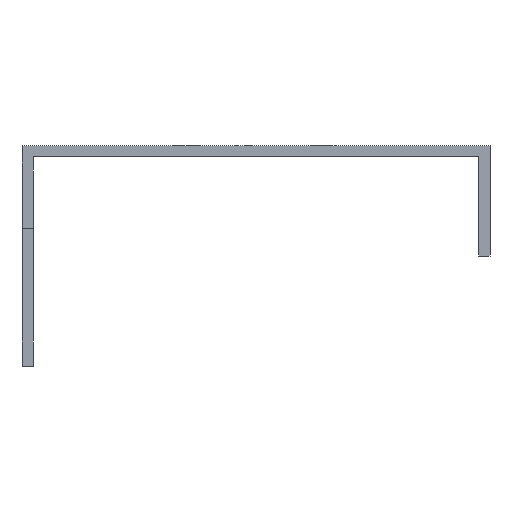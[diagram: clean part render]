
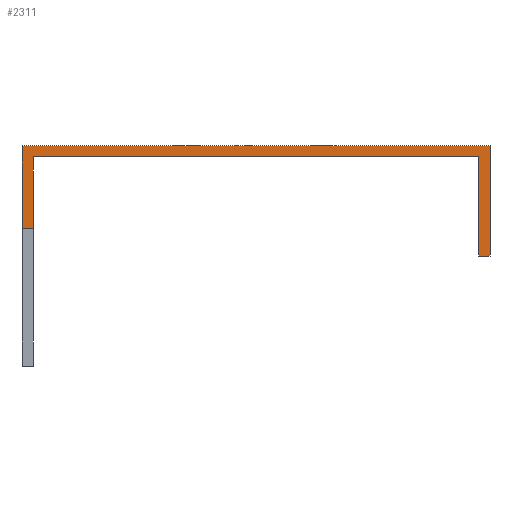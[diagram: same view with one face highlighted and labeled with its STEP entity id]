
A CAD part, front view. The second image highlights one B-rep face of the part: STEP entity #2311.
In plain terms, the highlighted planar face has unit normal (0, -1, 0).
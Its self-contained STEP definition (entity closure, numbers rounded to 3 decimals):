
#484=FACE_OUTER_BOUND('',#591,.T.);
#591=EDGE_LOOP('',(#1679,#1680,#1681,#1682,#1683,#1684,#1685,#1686));
#888=LINE('',#3468,#1017);
#894=LINE('',#3480,#1023);
#895=LINE('',#3482,#1024);
#896=LINE('',#3484,#1025);
#897=LINE('',#3486,#1026);
#898=LINE('',#3488,#1027);
#899=LINE('',#3490,#1028);
#900=LINE('',#3491,#1029);
#1017=VECTOR('',#2746,10.);
#1023=VECTOR('',#2756,10.);
#1024=VECTOR('',#2757,10.);
#1025=VECTOR('',#2758,10.);
#1026=VECTOR('',#2759,10.);
#1027=VECTOR('',#2760,10.);
#1028=VECTOR('',#2761,10.);
#1029=VECTOR('',#2762,10.);
#1144=VERTEX_POINT('',#3464);
#1146=VERTEX_POINT('',#3467);
#1150=VERTEX_POINT('',#3479);
#1151=VERTEX_POINT('',#3481);
#1152=VERTEX_POINT('',#3483);
#1153=VERTEX_POINT('',#3485);
#1154=VERTEX_POINT('',#3487);
#1155=VERTEX_POINT('',#3489);
#1356=EDGE_CURVE('',#1146,#1144,#888,.T.);
#1362=EDGE_CURVE('',#1144,#1150,#894,.T.);
#1363=EDGE_CURVE('',#1150,#1151,#895,.T.);
#1364=EDGE_CURVE('',#1151,#1152,#896,.T.);
#1365=EDGE_CURVE('',#1153,#1152,#897,.T.);
#1366=EDGE_CURVE('',#1153,#1154,#898,.T.);
#1367=EDGE_CURVE('',#1154,#1155,#899,.T.);
#1368=EDGE_CURVE('',#1155,#1146,#900,.T.);
#1679=ORIENTED_EDGE('',*,*,#1356,.T.);
#1680=ORIENTED_EDGE('',*,*,#1362,.T.);
#1681=ORIENTED_EDGE('',*,*,#1363,.T.);
#1682=ORIENTED_EDGE('',*,*,#1364,.T.);
#1683=ORIENTED_EDGE('',*,*,#1365,.F.);
#1684=ORIENTED_EDGE('',*,*,#1366,.T.);
#1685=ORIENTED_EDGE('',*,*,#1367,.T.);
#1686=ORIENTED_EDGE('',*,*,#1368,.T.);
#2297=PLANE('',#2441);
#2311=ADVANCED_FACE('',(#484),#2297,.T.);
#2441=AXIS2_PLACEMENT_3D('',#3478,#2754,#2755);
#2746=DIRECTION('',(1.,0.,0.));
#2754=DIRECTION('center_axis',(0.,-1.,0.));
#2755=DIRECTION('ref_axis',(0.,0.,-1.));
#2756=DIRECTION('',(0.,0.,1.));
#2757=DIRECTION('',(1.,0.,0.));
#2758=DIRECTION('',(0.,0.,-1.));
#2759=DIRECTION('',(-1.,0.,0.));
#2760=DIRECTION('',(0.,0.,1.));
#2761=DIRECTION('',(-1.,0.,0.));
#2762=DIRECTION('',(0.,0.,-1.));
#3464=CARTESIAN_POINT('',(-40.5,-1033.5,-13.));
#3467=CARTESIAN_POINT('',(-42.5,-1033.5,-13.));
#3468=CARTESIAN_POINT('',(0.,-1033.5,-13.));
#3478=CARTESIAN_POINT('Origin',(42.5,-1033.5,0.));
#3479=CARTESIAN_POINT('',(-40.5,-1033.5,0.));
#3480=CARTESIAN_POINT('',(-40.5,-1033.5,2.));
#3481=CARTESIAN_POINT('',(40.5,-1033.5,0.));
#3482=CARTESIAN_POINT('',(-42.5,-1033.5,0.));
#3483=CARTESIAN_POINT('',(40.5,-1033.5,-18.));
#3484=CARTESIAN_POINT('',(40.5,-1033.5,-18.));
#3485=CARTESIAN_POINT('',(42.5,-1033.5,-18.));
#3486=CARTESIAN_POINT('',(42.5,-1033.5,-18.));
#3487=CARTESIAN_POINT('',(42.5,-1033.5,2.));
#3488=CARTESIAN_POINT('',(42.5,-1033.5,-18.));
#3489=CARTESIAN_POINT('',(-42.5,-1033.5,2.));
#3490=CARTESIAN_POINT('',(-42.5,-1033.5,2.));
#3491=CARTESIAN_POINT('',(-42.5,-1033.5,2.));
